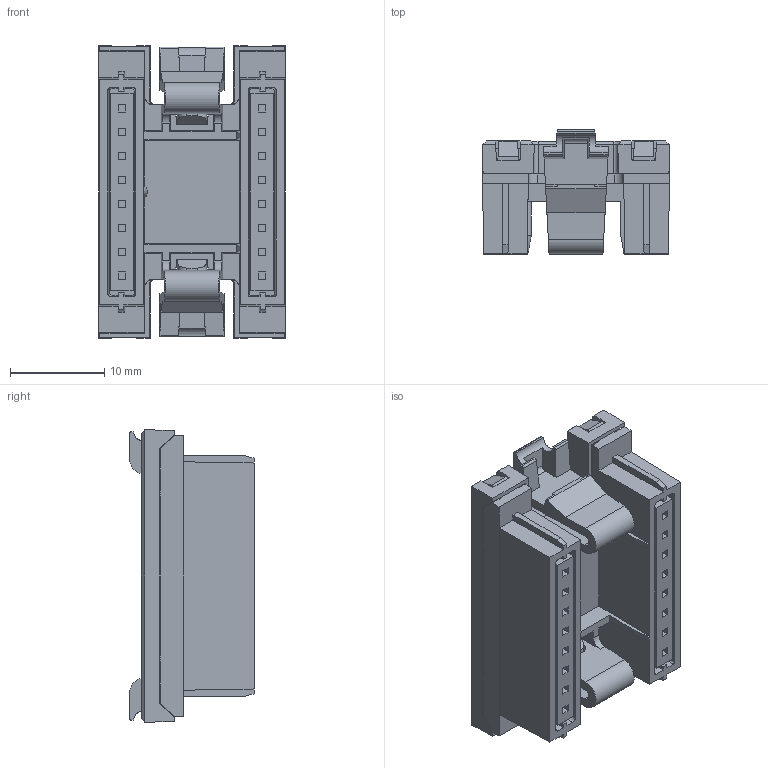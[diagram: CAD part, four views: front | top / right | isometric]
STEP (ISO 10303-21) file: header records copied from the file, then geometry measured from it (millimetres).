
FILE_DESCRIPTION((''),'2;1');
FILE_NAME('136B0288_SW_P4016','2025-01-08T11:18:58',('U388355'),('Danfoss Drives'),'CREO PARAMETRIC BY PTC INC, 2022124','CREO PARAMETRIC BY PTC INC, 2022124','');
FILE_SCHEMA(('CONFIG_CONTROL_DESIGN','GEOMETRIC_VALIDATION_PROPERTIES_MIM'));
Length unit declared in the file: millimetre
Products named in the file (1): 136B0288_SW_P4016
Bounding box: 19.86 x 13.21 x 31.06 mm (x, y, z)
Volume: 3123.5 mm3; surface area: 7416.5 mm2
Topology: 1 solids, 1 shells, 799 faces, 2267 edges, 1470 vertices
Faces by surface type: plane 661, cylinder 109, bspline 16, cone 13
Entity records: 31764 total; most frequent: CARTESIAN_POINT 7089, ORIENTED_EDGE 4534, DIRECTION 3804, EDGE_CURVE 2267, VECTOR 1984, LINE 1984, VERTEX_POINT 1470, COLOUR_RGB 1328
